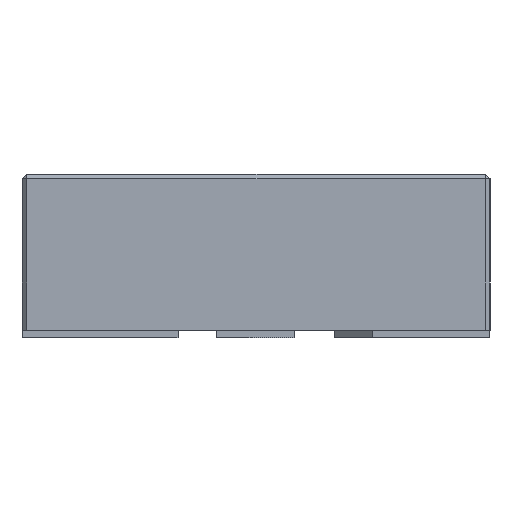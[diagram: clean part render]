
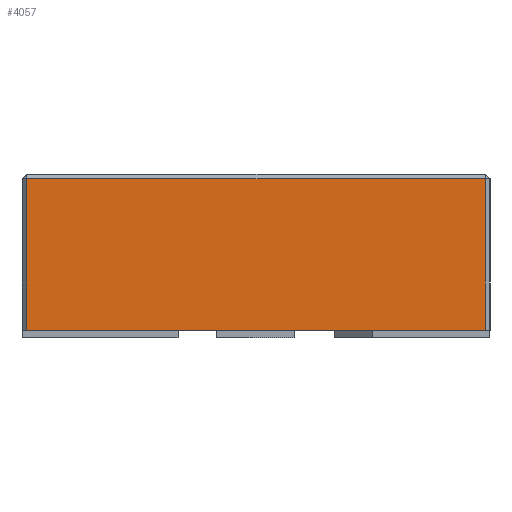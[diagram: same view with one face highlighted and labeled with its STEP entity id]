
A CAD part, left-side view. The second image highlights one B-rep face of the part: STEP entity #4057.
In plain terms, the highlighted planar face has unit normal (-1, 0, 0).
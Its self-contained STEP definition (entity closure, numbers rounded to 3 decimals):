
#460=FACE_OUTER_BOUND('',#703,.T.);
#703=EDGE_LOOP('',(#3624,#3625,#3626,#3627));
#1140=LINE('',#7150,#1587);
#1146=LINE('',#7163,#1593);
#1148=LINE('',#7166,#1595);
#1152=LINE('',#7174,#1599);
#1587=VECTOR('',#5043,10.);
#1593=VECTOR('',#5055,10.);
#1595=VECTOR('',#5059,10.);
#1599=VECTOR('',#5071,10.);
#1964=VERTEX_POINT('',#7140);
#1966=VERTEX_POINT('',#7146);
#1969=VERTEX_POINT('',#7156);
#1971=VERTEX_POINT('',#7161);
#2518=EDGE_CURVE('',#1964,#1966,#1140,.T.);
#2524=EDGE_CURVE('',#1971,#1969,#1146,.T.);
#2526=EDGE_CURVE('',#1969,#1964,#1148,.T.);
#2530=EDGE_CURVE('',#1966,#1971,#1152,.T.);
#3624=ORIENTED_EDGE('',*,*,#2518,.F.);
#3625=ORIENTED_EDGE('',*,*,#2526,.F.);
#3626=ORIENTED_EDGE('',*,*,#2524,.F.);
#3627=ORIENTED_EDGE('',*,*,#2530,.F.);
#3825=PLANE('',#4266);
#4057=ADVANCED_FACE('',(#460),#3825,.T.);
#4266=AXIS2_PLACEMENT_3D('',#7173,#5069,#5070);
#5043=DIRECTION('',(0.,0.,-1.));
#5055=DIRECTION('',(0.,0.,1.));
#5059=DIRECTION('',(0.,-1.,0.));
#5069=DIRECTION('center_axis',(-1.,0.,0.));
#5070=DIRECTION('ref_axis',(0.,-1.,0.));
#5071=DIRECTION('',(0.,1.,0.));
#7140=CARTESIAN_POINT('',(0.,-2.97,0.97));
#7146=CARTESIAN_POINT('',(0.,-2.97,0.));
#7150=CARTESIAN_POINT('',(0.,-2.97,0.));
#7156=CARTESIAN_POINT('',(0.,-0.03,0.97));
#7161=CARTESIAN_POINT('',(0.,-0.03,0.));
#7163=CARTESIAN_POINT('',(0.,-0.03,0.));
#7166=CARTESIAN_POINT('',(0.,-0.75,0.97));
#7173=CARTESIAN_POINT('Origin',(0.,0.,0.));
#7174=CARTESIAN_POINT('',(0.,-3.,0.));
